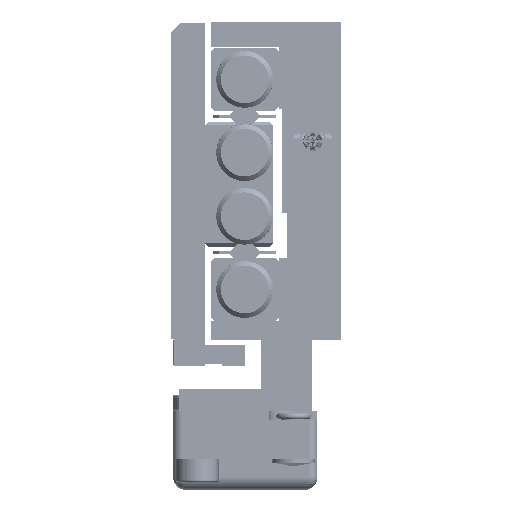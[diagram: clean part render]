
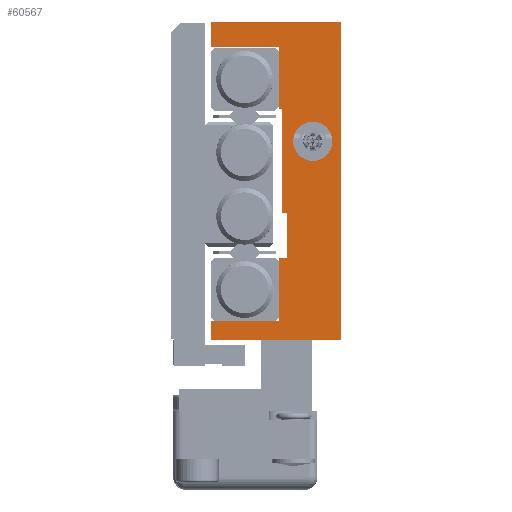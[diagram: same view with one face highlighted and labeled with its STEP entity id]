
A CAD part, left-side view. The second image highlights one B-rep face of the part: STEP entity #60567.
In plain terms, the highlighted planar face has unit normal (-1, 0, 0).
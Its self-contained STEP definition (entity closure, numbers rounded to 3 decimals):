
#562 = ORIENTED_EDGE ( 'NONE', *, *, #49076, .T. ) ;
#1861 = ORIENTED_EDGE ( 'NONE', *, *, #9923, .T. ) ;
#1972 = DIRECTION ( 'NONE',  ( 0., 1., 0. ) ) ;
#2444 = CARTESIAN_POINT ( 'NONE',  ( -60., 4.8, -6.8 ) ) ;
#3923 = VERTEX_POINT ( 'NONE', #63275 ) ;
#4259 = VECTOR ( 'NONE', #18015, 1000. ) ;
#5129 = DIRECTION ( 'NONE',  ( 0., -1., 0. ) ) ;
#5565 = VERTEX_POINT ( 'NONE', #50695 ) ;
#6864 = VECTOR ( 'NONE', #40053, 1000. ) ;
#7004 = VERTEX_POINT ( 'NONE', #68715 ) ;
#8138 = LINE ( 'NONE', #79995, #42919 ) ;
#8223 = CARTESIAN_POINT ( 'NONE',  ( -60., 2.5, 3.5 ) ) ;
#9498 = DIRECTION ( 'NONE',  ( 0., 0., 1. ) ) ;
#9923 = EDGE_CURVE ( 'NONE', #52856, #76447, #72244, .T. ) ;
#10017 = CARTESIAN_POINT ( 'NONE',  ( -60., 5.5, 6.3 ) ) ;
#10757 = ORIENTED_EDGE ( 'NONE', *, *, #69333, .F. ) ;
#11809 = CARTESIAN_POINT ( 'NONE',  ( -60., 5.5, 14. ) ) ;
#13323 = FACE_BOUND ( 'NONE', #23941, .T. ) ;
#13734 = CARTESIAN_POINT ( 'NONE',  ( -60., 5.5, -14. ) ) ;
#13761 = EDGE_CURVE ( 'NONE', #66818, #5565, #29160, .T. ) ;
#14112 = CARTESIAN_POINT ( 'NONE',  ( -60., 11.5, -14. ) ) ;
#14647 = LINE ( 'NONE', #45990, #70127 ) ;
#15823 = EDGE_CURVE ( 'NONE', #7004, #52856, #76033, .T. ) ;
#15900 = AXIS2_PLACEMENT_3D ( 'NONE', #8223, #34954, #33733 ) ;
#17734 = ORIENTED_EDGE ( 'NONE', *, *, #79055, .F. ) ;
#18015 = DIRECTION ( 'NONE',  ( 0., 0., 1. ) ) ;
#18029 = ORIENTED_EDGE ( 'NONE', *, *, #67433, .T. ) ;
#18774 = CARTESIAN_POINT ( 'NONE',  ( -60., 5.5, -12.3 ) ) ;
#19008 = ORIENTED_EDGE ( 'NONE', *, *, #46039, .F. ) ;
#19596 = LINE ( 'NONE', #26285, #30869 ) ;
#19941 = VERTEX_POINT ( 'NONE', #29277 ) ;
#22902 = CARTESIAN_POINT ( 'NONE',  ( -60., 5.5, -14. ) ) ;
#23380 = DIRECTION ( 'NONE',  ( 0., 0., 1. ) ) ;
#23509 = ORIENTED_EDGE ( 'NONE', *, *, #41221, .T. ) ;
#23941 = EDGE_LOOP ( 'NONE', ( #17734, #68004 ) ) ;
#24295 = CARTESIAN_POINT ( 'NONE',  ( -60., 5.2, 6.3 ) ) ;
#24524 = DIRECTION ( 'NONE',  ( 0., -1., 0. ) ) ;
#25455 = DIRECTION ( 'NONE',  ( 0., 1., 0. ) ) ;
#26239 = ORIENTED_EDGE ( 'NONE', *, *, #15823, .T. ) ;
#26285 = CARTESIAN_POINT ( 'NONE',  ( -60., 5.5, 6.3 ) ) ;
#29157 = EDGE_CURVE ( 'NONE', #61896, #75402, #71915, .T. ) ;
#29160 = LINE ( 'NONE', #22902, #31645 ) ;
#29277 = CARTESIAN_POINT ( 'NONE',  ( -60., 11.5, 11.8 ) ) ;
#30869 = VECTOR ( 'NONE', #70555, 1000. ) ;
#30878 = VECTOR ( 'NONE', #30961, 1000. ) ;
#30904 = LINE ( 'NONE', #44257, #68547 ) ;
#30961 = DIRECTION ( 'NONE',  ( 0., -1., 0. ) ) ;
#31645 = VECTOR ( 'NONE', #9498, 1000. ) ;
#33132 = EDGE_LOOP ( 'NONE', ( #42435, #19008, #44807, #26239, #1861, #18029, #58255, #58191, #23509, #562, #64614, #10757, #71187, #34531 ) ) ;
#33317 = AXIS2_PLACEMENT_3D ( 'NONE', #80618, #60161, #23380 ) ;
#33733 = DIRECTION ( 'NONE',  ( 0., 0., 1. ) ) ;
#34531 = ORIENTED_EDGE ( 'NONE', *, *, #53596, .F. ) ;
#34954 = DIRECTION ( 'NONE',  ( -1., 0., 0. ) ) ;
#35350 = VERTEX_POINT ( 'NONE', #44376 ) ;
#37048 = LINE ( 'NONE', #62542, #65409 ) ;
#37629 = EDGE_CURVE ( 'NONE', #3923, #73831, #79326, .T. ) ;
#37948 = VECTOR ( 'NONE', #53028, 1000. ) ;
#38584 = CARTESIAN_POINT ( 'NONE',  ( -60., 4.8, -2.8 ) ) ;
#39039 = VERTEX_POINT ( 'NONE', #67770 ) ;
#39579 = VERTEX_POINT ( 'NONE', #77749 ) ;
#40053 = DIRECTION ( 'NONE',  ( 0., 0., 1. ) ) ;
#40398 = CARTESIAN_POINT ( 'NONE',  ( -60., 4.8, -2.8 ) ) ;
#41221 = EDGE_CURVE ( 'NONE', #44678, #19941, #30904, .T. ) ;
#42435 = ORIENTED_EDGE ( 'NONE', *, *, #37629, .F. ) ;
#42819 = EDGE_CURVE ( 'NONE', #39579, #35350, #81528, .T. ) ;
#42919 = VECTOR ( 'NONE', #47826, 1000. ) ;
#43166 = LINE ( 'NONE', #11809, #50576 ) ;
#44257 = CARTESIAN_POINT ( 'NONE',  ( -60., 11.5, 14. ) ) ;
#44375 = VERTEX_POINT ( 'NONE', #82581 ) ;
#44376 = CARTESIAN_POINT ( 'NONE',  ( -60., 5.2, 6.3 ) ) ;
#44678 = VERTEX_POINT ( 'NONE', #68655 ) ;
#44807 = ORIENTED_EDGE ( 'NONE', *, *, #47038, .F. ) ;
#45286 = CIRCLE ( 'NONE', #33317, 1.727 ) ;
#45733 = LINE ( 'NONE', #46966, #70671 ) ;
#45990 = CARTESIAN_POINT ( 'NONE',  ( -60., 5.5, 11.8 ) ) ;
#46039 = EDGE_CURVE ( 'NONE', #44375, #3923, #63524, .T. ) ;
#46534 = CARTESIAN_POINT ( 'NONE',  ( -60., 2.5, 1.773 ) ) ;
#46893 = CARTESIAN_POINT ( 'NONE',  ( -60., 2.5, 5.227 ) ) ;
#46966 = CARTESIAN_POINT ( 'NONE',  ( -60., 0., -14. ) ) ;
#47038 = EDGE_CURVE ( 'NONE', #7004, #44375, #8138, .T. ) ;
#47826 = DIRECTION ( 'NONE',  ( 0., 0., 1. ) ) ;
#49076 = EDGE_CURVE ( 'NONE', #19941, #5565, #14647, .T. ) ;
#49403 = CARTESIAN_POINT ( 'NONE',  ( -60., 0., -14. ) ) ;
#50576 = VECTOR ( 'NONE', #5129, 1000. ) ;
#50695 = CARTESIAN_POINT ( 'NONE',  ( -60., 5.5, 11.8 ) ) ;
#52538 = LINE ( 'NONE', #40398, #72643 ) ;
#52587 = EDGE_CURVE ( 'NONE', #44678, #39039, #43166, .T. ) ;
#52856 = VERTEX_POINT ( 'NONE', #53457 ) ;
#53018 = DIRECTION ( 'NONE',  ( 1., 0., 0. ) ) ;
#53028 = DIRECTION ( 'NONE',  ( 0., 0., -1. ) ) ;
#53440 = CARTESIAN_POINT ( 'NONE',  ( -60., 11.5, -14. ) ) ;
#53457 = CARTESIAN_POINT ( 'NONE',  ( -60., 11.5, -12.3 ) ) ;
#53596 = EDGE_CURVE ( 'NONE', #73831, #39579, #52538, .T. ) ;
#58191 = ORIENTED_EDGE ( 'NONE', *, *, #52587, .F. ) ;
#58255 = ORIENTED_EDGE ( 'NONE', *, *, #81899, .T. ) ;
#60161 = DIRECTION ( 'NONE',  ( -1., 0., 0. ) ) ;
#60567 = ADVANCED_FACE ( 'NONE', ( #63898, #13323 ), #64308, .F. ) ;
#61896 = VERTEX_POINT ( 'NONE', #46534 ) ;
#62369 = AXIS2_PLACEMENT_3D ( 'NONE', #13734, #53018, #72236 ) ;
#62542 = CARTESIAN_POINT ( 'NONE',  ( -60., 5.5, -14. ) ) ;
#63275 = CARTESIAN_POINT ( 'NONE',  ( -60., 4.8, -6.8 ) ) ;
#63524 = LINE ( 'NONE', #63933, #30878 ) ;
#63898 = FACE_OUTER_BOUND ( 'NONE', #33132, .T. ) ;
#63933 = CARTESIAN_POINT ( 'NONE',  ( -60., 5.5, -6.8 ) ) ;
#64308 = PLANE ( 'NONE',  #62369 ) ;
#64614 = ORIENTED_EDGE ( 'NONE', *, *, #13761, .F. ) ;
#65215 = DIRECTION ( 'NONE',  ( 0., -1., 0. ) ) ;
#65409 = VECTOR ( 'NONE', #24524, 1000. ) ;
#66818 = VERTEX_POINT ( 'NONE', #10017 ) ;
#67433 = EDGE_CURVE ( 'NONE', #76447, #68196, #37048, .T. ) ;
#67770 = CARTESIAN_POINT ( 'NONE',  ( -60., 0., 14. ) ) ;
#68004 = ORIENTED_EDGE ( 'NONE', *, *, #29157, .F. ) ;
#68196 = VERTEX_POINT ( 'NONE', #49403 ) ;
#68547 = VECTOR ( 'NONE', #69323, 1000. ) ;
#68655 = CARTESIAN_POINT ( 'NONE',  ( -60., 11.5, 14. ) ) ;
#68715 = CARTESIAN_POINT ( 'NONE',  ( -60., 5.5, -12.3 ) ) ;
#69323 = DIRECTION ( 'NONE',  ( 0., 0., -1. ) ) ;
#69333 = EDGE_CURVE ( 'NONE', #35350, #66818, #19596, .T. ) ;
#70127 = VECTOR ( 'NONE', #65215, 1000. ) ;
#70555 = DIRECTION ( 'NONE',  ( 0., 1., 0. ) ) ;
#70671 = VECTOR ( 'NONE', #72459, 1000. ) ;
#71187 = ORIENTED_EDGE ( 'NONE', *, *, #42819, .F. ) ;
#71915 = CIRCLE ( 'NONE', #15900, 1.727 ) ;
#72236 = DIRECTION ( 'NONE',  ( 0., 0., -1. ) ) ;
#72244 = LINE ( 'NONE', #53440, #37948 ) ;
#72459 = DIRECTION ( 'NONE',  ( 0., 0., 1. ) ) ;
#72643 = VECTOR ( 'NONE', #1972, 1000. ) ;
#73430 = VECTOR ( 'NONE', #25455, 1000. ) ;
#73831 = VERTEX_POINT ( 'NONE', #38584 ) ;
#75402 = VERTEX_POINT ( 'NONE', #46893 ) ;
#76033 = LINE ( 'NONE', #18774, #73430 ) ;
#76447 = VERTEX_POINT ( 'NONE', #14112 ) ;
#77749 = CARTESIAN_POINT ( 'NONE',  ( -60., 5.2, -2.8 ) ) ;
#79055 = EDGE_CURVE ( 'NONE', #75402, #61896, #45286, .T. ) ;
#79326 = LINE ( 'NONE', #2444, #6864 ) ;
#79995 = CARTESIAN_POINT ( 'NONE',  ( -60., 5.5, -14. ) ) ;
#80618 = CARTESIAN_POINT ( 'NONE',  ( -60., 2.5, 3.5 ) ) ;
#81528 = LINE ( 'NONE', #24295, #4259 ) ;
#81899 = EDGE_CURVE ( 'NONE', #68196, #39039, #45733, .T. ) ;
#82581 = CARTESIAN_POINT ( 'NONE',  ( -60., 5.5, -6.8 ) ) ;
